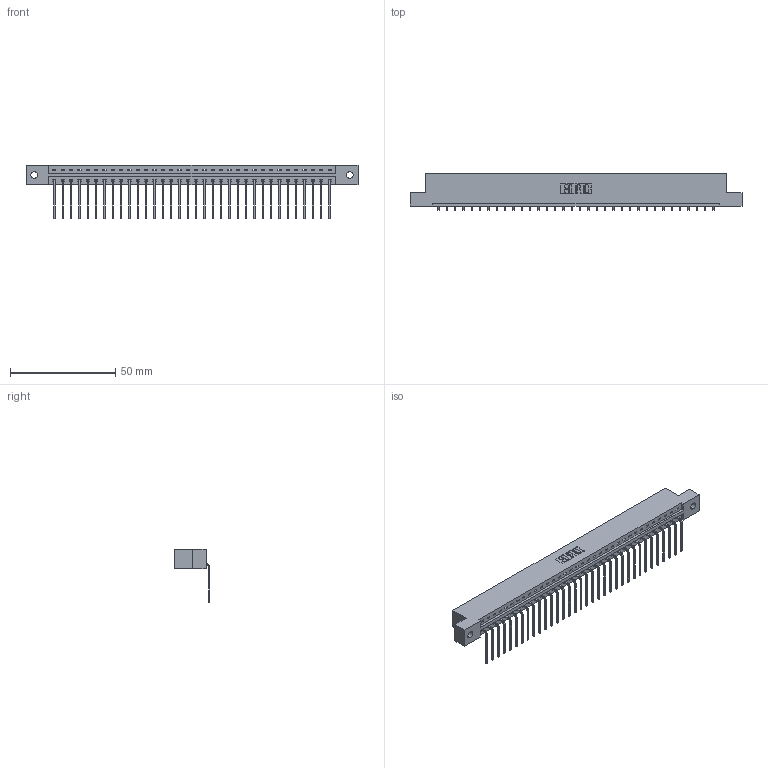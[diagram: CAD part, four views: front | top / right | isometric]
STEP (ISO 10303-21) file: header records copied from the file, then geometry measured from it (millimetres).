
FILE_DESCRIPTION (( 'STEP AP203' ), '1' );
FILE_NAME ('387-034-559-102.STEP', '2019-10-04T11:38:35', ( '' ), ( '' ), 'SwSTEP 2.0', 'SolidWorks 2016', '' );
FILE_SCHEMA (( 'CONFIG_CONTROL_DESIGN' ));
Length unit declared in the file: inch
Products named in the file (3): 387-034-559-102; 345-292-001_558 559 Tail - 1; 337 Part_Flush Mounting Lugs - 0.128 Dia
Assembly tree (35 placements, depth 2):
  387-034-559-102
    337 Part_Flush Mounting Lugs - 0.128 Dia
    345-292-001_558 559 Tail - 1  x34
Bounding box: 157.73 x 17.09 x 25.53 mm (x, y, z)
Volume: 16370.3 mm3; surface area: 17298 mm2
Topology: 35 solids, 35 shells, 2290 faces, 6907 edges, 4558 vertices
Faces by surface type: plane 1702, cylinder 588
Entity records: 26395 total; most frequent: CARTESIAN_POINT 4604, ORIENTED_EDGE 4574, DIRECTION 3891, EDGE_CURVE 2287, VECTOR 2159, LINE 2159, VERTEX_POINT 1522, AXIS2_PLACEMENT_3D 866
